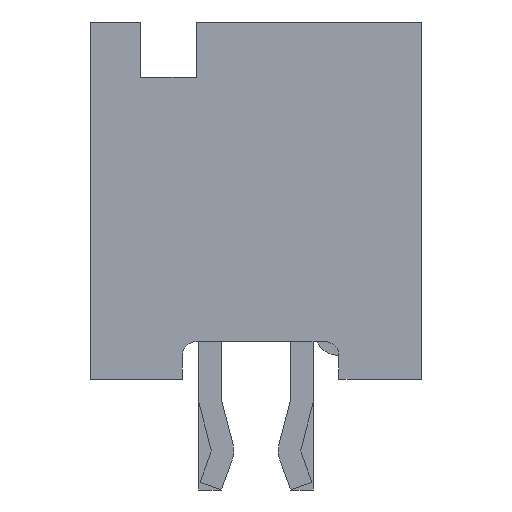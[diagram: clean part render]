
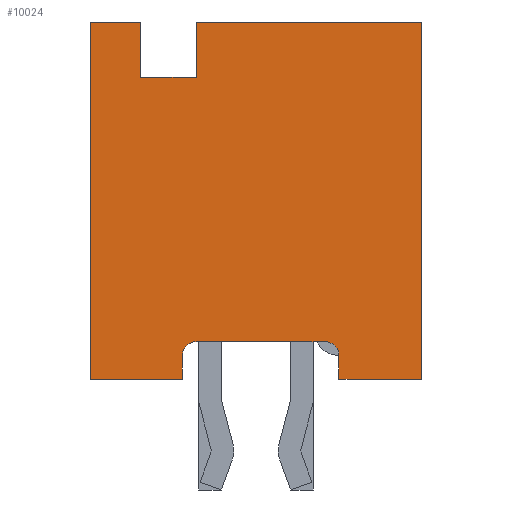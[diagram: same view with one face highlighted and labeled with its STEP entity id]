
A CAD part, left-side view. The second image highlights one B-rep face of the part: STEP entity #10024.
In plain terms, the highlighted planar face has unit normal (-1, 0, 0).
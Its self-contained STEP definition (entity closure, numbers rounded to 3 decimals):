
#122=CIRCLE('',#10586,0.381);
#124=CIRCLE('',#10596,0.381);
#594=FACE_OUTER_BOUND('',#1198,.T.);
#1198=EDGE_LOOP('',(#8004,#8005,#8006,#8007,#8008,#8009,#8010,#8011,#8012,
#8013,#8014,#8015,#8016,#8017));
#1337=LINE('',#13228,#2577);
#1351=LINE('',#13258,#2591);
#1419=LINE('',#13422,#2659);
#1436=LINE('',#13469,#2676);
#1641=LINE('',#13878,#2881);
#2344=LINE('',#15354,#3584);
#2350=LINE('',#15365,#3590);
#2353=LINE('',#15372,#3593);
#2364=LINE('',#15397,#3604);
#2372=LINE('',#15412,#3612);
#2374=LINE('',#15417,#3614);
#2375=LINE('',#15419,#3615);
#2577=VECTOR('',#10785,1.397);
#2591=VECTOR('',#10803,6.223);
#2659=VECTOR('',#10931,9.855);
#2676=VECTOR('',#10980,1.524);
#2881=VECTOR('',#11207,3.556);
#3584=VECTOR('',#12598,2.286);
#3590=VECTOR('',#12608,2.54);
#3593=VECTOR('',#12615,0.66);
#3604=VECTOR('',#12642,1.524);
#3612=VECTOR('',#12658,1.524);
#3614=VECTOR('',#12664,0.66);
#3615=VECTOR('',#12667,9.855);
#3817=VERTEX_POINT('',#13225);
#3818=VERTEX_POINT('',#13227);
#3831=VERTEX_POINT('',#13255);
#3832=VERTEX_POINT('',#13257);
#3898=VERTEX_POINT('',#13420);
#3912=VERTEX_POINT('',#13468);
#4104=VERTEX_POINT('',#13875);
#4105=VERTEX_POINT('',#13877);
#4533=VERTEX_POINT('',#15351);
#4534=VERTEX_POINT('',#15353);
#4537=VERTEX_POINT('',#15363);
#4539=VERTEX_POINT('',#15371);
#4545=VERTEX_POINT('',#15395);
#4549=VERTEX_POINT('',#15416);
#4687=EDGE_CURVE('',#3818,#3817,#1337,.T.);
#4701=EDGE_CURVE('',#3832,#3831,#1351,.T.);
#4785=EDGE_CURVE('',#3898,#3817,#1419,.T.);
#4808=EDGE_CURVE('',#3818,#3912,#1436,.T.);
#5013=EDGE_CURVE('',#4105,#4104,#1641,.T.);
#5718=EDGE_CURVE('',#4533,#4534,#2344,.T.);
#5724=EDGE_CURVE('',#4537,#3898,#2350,.T.);
#5727=EDGE_CURVE('',#4534,#4539,#2353,.T.);
#5732=EDGE_CURVE('',#4104,#4539,#122,.T.);
#5741=EDGE_CURVE('',#3831,#4545,#2364,.T.);
#5749=EDGE_CURVE('',#4545,#3912,#2372,.T.);
#5751=EDGE_CURVE('',#4537,#4549,#2374,.T.);
#5752=EDGE_CURVE('',#4549,#4105,#124,.T.);
#5753=EDGE_CURVE('',#4533,#3832,#2375,.T.);
#8004=ORIENTED_EDGE('',*,*,#5741,.T.);
#8005=ORIENTED_EDGE('',*,*,#5749,.T.);
#8006=ORIENTED_EDGE('',*,*,#4808,.F.);
#8007=ORIENTED_EDGE('',*,*,#4687,.T.);
#8008=ORIENTED_EDGE('',*,*,#4785,.F.);
#8009=ORIENTED_EDGE('',*,*,#5724,.F.);
#8010=ORIENTED_EDGE('',*,*,#5751,.T.);
#8011=ORIENTED_EDGE('',*,*,#5752,.T.);
#8012=ORIENTED_EDGE('',*,*,#5013,.T.);
#8013=ORIENTED_EDGE('',*,*,#5732,.T.);
#8014=ORIENTED_EDGE('',*,*,#5727,.F.);
#8015=ORIENTED_EDGE('',*,*,#5718,.F.);
#8016=ORIENTED_EDGE('',*,*,#5753,.T.);
#8017=ORIENTED_EDGE('',*,*,#4701,.T.);
#9001=PLANE('',#10595);
#10024=ADVANCED_FACE('',(#594),#9001,.T.);
#10586=AXIS2_PLACEMENT_3D('',#15381,#12627,#12628);
#10595=AXIS2_PLACEMENT_3D('',#15415,#12662,#12663);
#10596=AXIS2_PLACEMENT_3D('',#15418,#12665,#12666);
#10785=DIRECTION('',(0.,1.,0.));
#10803=DIRECTION('',(0.,1.,0.));
#10931=DIRECTION('',(0.,0.,1.));
#10980=DIRECTION('',(0.,0.,-1.));
#11207=DIRECTION('',(0.,-1.,0.));
#12598=DIRECTION('',(0.,1.,0.));
#12608=DIRECTION('',(0.,1.,0.));
#12615=DIRECTION('',(0.,0.,1.));
#12627=DIRECTION('center_axis',(1.,0.,0.));
#12628=DIRECTION('ref_axis',(0.,0.,1.));
#12642=DIRECTION('',(0.,0.,-1.));
#12658=DIRECTION('',(0.,1.,0.));
#12662=DIRECTION('center_axis',(-1.,0.,0.));
#12663=DIRECTION('ref_axis',(0.,-1.,0.));
#12664=DIRECTION('',(0.,0.,1.));
#12665=DIRECTION('center_axis',(1.,0.,0.));
#12666=DIRECTION('ref_axis',(0.,1.,0.));
#12667=DIRECTION('',(0.,0.,1.));
#13225=CARTESIAN_POINT('',(-29.21,4.572,0.));
#13227=CARTESIAN_POINT('',(-29.21,3.175,0.));
#13228=CARTESIAN_POINT('',(-29.21,3.175,0.));
#13255=CARTESIAN_POINT('',(-29.21,1.651,0.));
#13257=CARTESIAN_POINT('',(-29.21,-4.572,0.));
#13258=CARTESIAN_POINT('',(-29.21,-4.572,0.));
#13420=CARTESIAN_POINT('',(-29.21,4.572,-9.855));
#13422=CARTESIAN_POINT('',(-29.21,4.572,-9.855));
#13468=CARTESIAN_POINT('',(-29.21,3.175,-1.524));
#13469=CARTESIAN_POINT('',(-29.21,3.175,0.));
#13875=CARTESIAN_POINT('',(-29.21,-1.905,-8.814));
#13877=CARTESIAN_POINT('',(-29.21,1.651,-8.814));
#13878=CARTESIAN_POINT('',(-29.21,1.651,-8.814));
#15351=CARTESIAN_POINT('',(-29.21,-4.572,-9.855));
#15353=CARTESIAN_POINT('',(-29.21,-2.286,-9.855));
#15354=CARTESIAN_POINT('',(-29.21,-4.572,-9.855));
#15363=CARTESIAN_POINT('',(-29.21,2.032,-9.855));
#15365=CARTESIAN_POINT('',(-29.21,2.032,-9.855));
#15371=CARTESIAN_POINT('',(-29.21,-2.286,-9.195));
#15372=CARTESIAN_POINT('',(-29.21,-2.286,-9.855));
#15381=CARTESIAN_POINT('Origin',(-29.21,-1.905,-9.195));
#15395=CARTESIAN_POINT('',(-29.21,1.651,-1.524));
#15397=CARTESIAN_POINT('',(-29.21,1.651,0.));
#15412=CARTESIAN_POINT('',(-29.21,1.651,-1.524));
#15415=CARTESIAN_POINT('Origin',(-29.21,4.572,0.));
#15416=CARTESIAN_POINT('',(-29.21,2.032,-9.195));
#15417=CARTESIAN_POINT('',(-29.21,2.032,-9.855));
#15418=CARTESIAN_POINT('Origin',(-29.21,1.651,-9.195));
#15419=CARTESIAN_POINT('',(-29.21,-4.572,-9.855));
